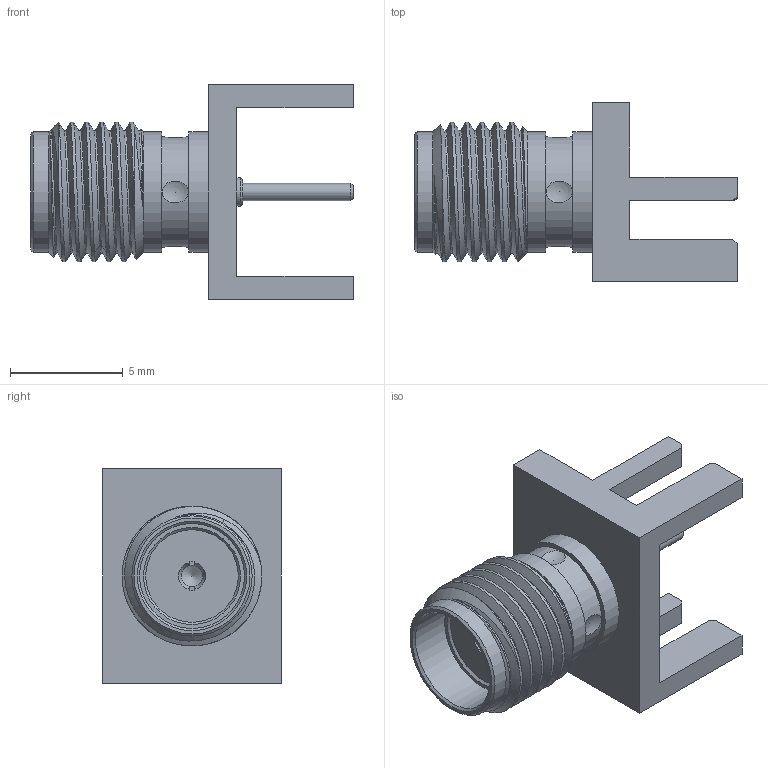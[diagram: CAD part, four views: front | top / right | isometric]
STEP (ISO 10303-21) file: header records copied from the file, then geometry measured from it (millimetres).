
FILE_DESCRIPTION( ( 'STEP AP214' ), '1' );
FILE_NAME( 'psolqas_8092_500.stp', '2020-09-22T23:12:15', ( 'License CC BY-ND 4.0' ), ( 'CADENAS' ), ' ', 'PARTsolutions', ' ' );
FILE_SCHEMA( ( 'AUTOMOTIVE_DESIGN { 1 0 10303 214 1 1 1 1 }' ) );
Length unit declared in the file: metre
Products named in the file (1): 1
Bounding box: 14.28 x 7.92 x 9.52 mm (x, y, z)
Volume: 281.8 mm3; surface area: 544.2 mm2
Topology: 1 solids, 1 shells, 74 faces, 211 edges, 146 vertices
Faces by surface type: plane 40, cone 11, cylinder 11, bspline 8, sphere 4
Full cylindrical faces by diameter (mm): 0.76 x1, 0.97 x1, 1.27 x1, 4.65 x1, 4.9 x1, 5.33 x3
Entity records: 4484 total; most frequent: CARTESIAN_POINT 2762, ORIENTED_EDGE 358, DIRECTION 292, EDGE_CURVE 179, VERTEX_POINT 141, EDGE_LOOP 103, AXIS2_PLACEMENT_3D 102, LINE 88
